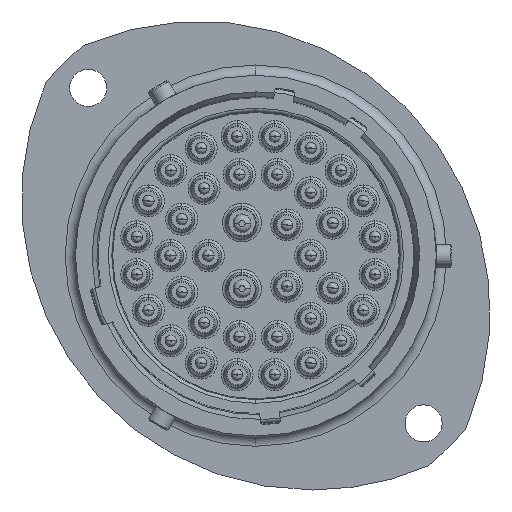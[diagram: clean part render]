
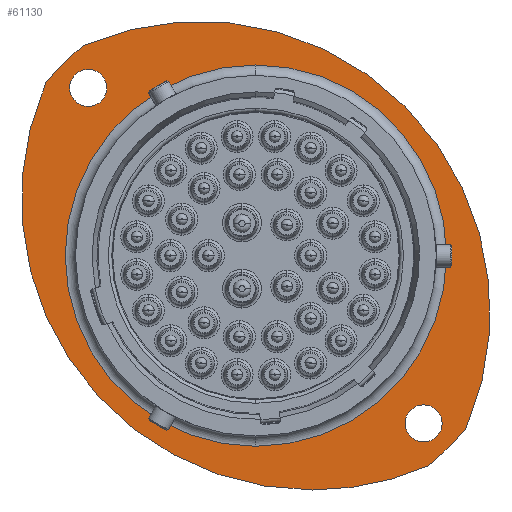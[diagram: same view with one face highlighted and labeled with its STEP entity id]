
A CAD part, left-side view. The second image highlights one B-rep face of the part: STEP entity #61130.
In plain terms, the highlighted planar face has unit normal (-1, 0, 0).
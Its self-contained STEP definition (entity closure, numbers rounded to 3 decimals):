
#347 = DIRECTION ( 'NONE',  ( 0., 0., -1. ) ) ;
#522 = DIRECTION ( 'NONE',  ( 1., 0., 0. ) ) ;
#2114 = DIRECTION ( 'NONE',  ( 0., 0., -1. ) ) ;
#4925 = EDGE_CURVE ( 'NONE', #85543, #26061, #5214, .T. ) ;
#5214 = CIRCLE ( 'NONE', #80265, 16.72 ) ;
#5587 = AXIS2_PLACEMENT_3D ( 'NONE', #51211, #57760, #72186 ) ;
#7466 = CARTESIAN_POINT ( 'NONE',  ( 4.955, 2.961, -20.508 ) ) ;
#7845 = CARTESIAN_POINT ( 'NONE',  ( 4.955, 7.911, -16.678 ) ) ;
#8043 = PLANE ( 'NONE',  #63543 ) ;
#8608 = CARTESIAN_POINT ( 'NONE',  ( 4.955, -6.797, -14.665 ) ) ;
#8716 = DIRECTION ( 'NONE',  ( 0., 0., -1. ) ) ;
#11906 = CARTESIAN_POINT ( 'NONE',  ( 4.955, 2.961, 4.992 ) ) ;
#12522 = FACE_BOUND ( 'NONE', #57470, .T. ) ;
#14134 = CIRCLE ( 'NONE', #86272, 1.625 ) ;
#14237 = CIRCLE ( 'NONE', #38610, 23.85 ) ;
#14490 = ORIENTED_EDGE ( 'NONE', *, *, #29471, .F. ) ;
#14667 = EDGE_CURVE ( 'NONE', #34393, #40465, #39286, .T. ) ;
#15436 = ORIENTED_EDGE ( 'NONE', *, *, #76972, .F. ) ;
#16974 = ORIENTED_EDGE ( 'NONE', *, *, #72199, .T. ) ;
#17040 = VERTEX_POINT ( 'NONE', #31597 ) ;
#17272 = CIRCLE ( 'NONE', #64523, 23.85 ) ;
#17894 = FACE_BOUND ( 'NONE', #19604, .T. ) ;
#18485 = CARTESIAN_POINT ( 'NONE',  ( 4.955, 26.333, 15.189 ) ) ;
#19447 = CARTESIAN_POINT ( 'NONE',  ( 4.955, 2.961, 4.992 ) ) ;
#19604 = EDGE_LOOP ( 'NONE', ( #64064, #20777 ) ) ;
#20777 = ORIENTED_EDGE ( 'NONE', *, *, #39181, .T. ) ;
#22393 = DIRECTION ( 'NONE',  ( -1., 0., 0. ) ) ;
#22979 = DIRECTION ( 'NONE',  ( 0., 0., -1. ) ) ;
#23018 = DIRECTION ( 'NONE',  ( 0., 0., -1. ) ) ;
#26051 = ORIENTED_EDGE ( 'NONE', *, *, #51658, .T. ) ;
#26061 = VERTEX_POINT ( 'NONE', #26148 ) ;
#26148 = CARTESIAN_POINT ( 'NONE',  ( 4.955, 7.911, 16.762 ) ) ;
#26698 = CIRCLE ( 'NONE', #48037, 1.625 ) ;
#27473 = CARTESIAN_POINT ( 'NONE',  ( 4.955, 7.911, 0.042 ) ) ;
#27918 = VERTEX_POINT ( 'NONE', #31443 ) ;
#29104 = CARTESIAN_POINT ( 'NONE',  ( 4.955, -7.236, -18.38 ) ) ;
#29471 = EDGE_CURVE ( 'NONE', #30270, #49624, #47640, .T. ) ;
#30270 = VERTEX_POINT ( 'NONE', #66258 ) ;
#31443 = CARTESIAN_POINT ( 'NONE',  ( 4.955, 23.057, 18.465 ) ) ;
#31597 = CARTESIAN_POINT ( 'NONE',  ( 4.955, 22.618, 16.375 ) ) ;
#33725 = ORIENTED_EDGE ( 'NONE', *, *, #14667, .T. ) ;
#34393 = VERTEX_POINT ( 'NONE', #7466 ) ;
#34654 = VERTEX_POINT ( 'NONE', #18485 ) ;
#36757 = CARTESIAN_POINT ( 'NONE',  ( 4.955, 22.618, 13.125 ) ) ;
#38610 = AXIS2_PLACEMENT_3D ( 'NONE', #56684, #71372, #43533 ) ;
#39181 = EDGE_CURVE ( 'NONE', #26061, #85543, #45718, .T. ) ;
#39286 = CIRCLE ( 'NONE', #50489, 25.5 ) ;
#40110 = AXIS2_PLACEMENT_3D ( 'NONE', #8608, #22393, #22979 ) ;
#40244 = CARTESIAN_POINT ( 'NONE',  ( 4.955, 7.911, 0.042 ) ) ;
#40465 = VERTEX_POINT ( 'NONE', #29104 ) ;
#40940 = ORIENTED_EDGE ( 'NONE', *, *, #59534, .T. ) ;
#41212 = DIRECTION ( 'NONE',  ( 0., 0., -1. ) ) ;
#41691 = EDGE_CURVE ( 'NONE', #51975, #17040, #14134, .T. ) ;
#42213 = VERTEX_POINT ( 'NONE', #81721 ) ;
#42616 = DIRECTION ( 'NONE',  ( -1., 0., 0. ) ) ;
#42929 = CARTESIAN_POINT ( 'NONE',  ( 4.955, 22.618, 14.75 ) ) ;
#43533 = DIRECTION ( 'NONE',  ( 0., 0., 1. ) ) ;
#45718 = CIRCLE ( 'NONE', #80862, 16.72 ) ;
#46405 = DIRECTION ( 'NONE',  ( -1., 0., 0. ) ) ;
#47443 = DIRECTION ( 'NONE',  ( 1., 0., 0. ) ) ;
#47640 = CIRCLE ( 'NONE', #40110, 1.625 ) ;
#48037 = AXIS2_PLACEMENT_3D ( 'NONE', #42929, #77045, #2114 ) ;
#48475 = CARTESIAN_POINT ( 'NONE',  ( 4.955, 7.911, 0.042 ) ) ;
#48873 = CIRCLE ( 'NONE', #60312, 25.5 ) ;
#49423 = CARTESIAN_POINT ( 'NONE',  ( 4.955, 23.731, 0.042 ) ) ;
#49458 = CARTESIAN_POINT ( 'NONE',  ( 4.955, -6.797, -16.29 ) ) ;
#49624 = VERTEX_POINT ( 'NONE', #49458 ) ;
#50489 = AXIS2_PLACEMENT_3D ( 'NONE', #11906, #46405, #59837 ) ;
#51211 = CARTESIAN_POINT ( 'NONE',  ( 4.955, -6.797, -14.665 ) ) ;
#51658 = EDGE_CURVE ( 'NONE', #34654, #34393, #62042, .T. ) ;
#51975 = VERTEX_POINT ( 'NONE', #36757 ) ;
#54495 = DIRECTION ( 'NONE',  ( 0., 0., -1. ) ) ;
#56684 = CARTESIAN_POINT ( 'NONE',  ( 4.955, 7.911, 0.042 ) ) ;
#57470 = EDGE_LOOP ( 'NONE', ( #79404, #14490 ) ) ;
#57760 = DIRECTION ( 'NONE',  ( -1., 0., 0. ) ) ;
#58807 = EDGE_LOOP ( 'NONE', ( #65800, #15436 ) ) ;
#59534 = EDGE_CURVE ( 'NONE', #40465, #42213, #14237, .T. ) ;
#59729 = CIRCLE ( 'NONE', #5587, 1.625 ) ;
#59837 = DIRECTION ( 'NONE',  ( 0., 0., -1. ) ) ;
#60312 = AXIS2_PLACEMENT_3D ( 'NONE', #82228, #62771, #41212 ) ;
#61130 = ADVANCED_FACE ( 'NONE', ( #17894, #61892, #12522, #71538 ), #8043, .F. ) ;
#61360 = DIRECTION ( 'NONE',  ( -1., 0., 0. ) ) ;
#61892 = FACE_BOUND ( 'NONE', #58807, .T. ) ;
#62042 = CIRCLE ( 'NONE', #84207, 25.5 ) ;
#62771 = DIRECTION ( 'NONE',  ( -1., 0., 0. ) ) ;
#63543 = AXIS2_PLACEMENT_3D ( 'NONE', #49423, #64055, #23018 ) ;
#64055 = DIRECTION ( 'NONE',  ( 1., 0., 0. ) ) ;
#64064 = ORIENTED_EDGE ( 'NONE', *, *, #4925, .T. ) ;
#64523 = AXIS2_PLACEMENT_3D ( 'NONE', #48475, #69139, #76317 ) ;
#65800 = ORIENTED_EDGE ( 'NONE', *, *, #41691, .F. ) ;
#66258 = CARTESIAN_POINT ( 'NONE',  ( 4.955, -6.797, -13.04 ) ) ;
#66768 = EDGE_CURVE ( 'NONE', #42213, #27918, #48873, .T. ) ;
#69139 = DIRECTION ( 'NONE',  ( -1., 0., 0. ) ) ;
#70426 = CARTESIAN_POINT ( 'NONE',  ( 4.955, 22.618, 14.75 ) ) ;
#71372 = DIRECTION ( 'NONE',  ( -1., 0., 0. ) ) ;
#71538 = FACE_OUTER_BOUND ( 'NONE', #77509, .T. ) ;
#72186 = DIRECTION ( 'NONE',  ( 0., 0., -1. ) ) ;
#72199 = EDGE_CURVE ( 'NONE', #27918, #34654, #17272, .T. ) ;
#76317 = DIRECTION ( 'NONE',  ( 0., 0., 1. ) ) ;
#76972 = EDGE_CURVE ( 'NONE', #17040, #51975, #26698, .T. ) ;
#77045 = DIRECTION ( 'NONE',  ( -1., 0., 0. ) ) ;
#77509 = EDGE_LOOP ( 'NONE', ( #26051, #33725, #40940, #88020, #16974 ) ) ;
#77518 = EDGE_CURVE ( 'NONE', #49624, #30270, #59729, .T. ) ;
#79404 = ORIENTED_EDGE ( 'NONE', *, *, #77518, .F. ) ;
#80265 = AXIS2_PLACEMENT_3D ( 'NONE', #27473, #522, #82301 ) ;
#80862 = AXIS2_PLACEMENT_3D ( 'NONE', #40244, #47443, #347 ) ;
#81721 = CARTESIAN_POINT ( 'NONE',  ( 4.955, -10.512, -15.104 ) ) ;
#82228 = CARTESIAN_POINT ( 'NONE',  ( 4.955, 12.86, -4.907 ) ) ;
#82301 = DIRECTION ( 'NONE',  ( 0., 0., -1. ) ) ;
#84207 = AXIS2_PLACEMENT_3D ( 'NONE', #19447, #61360, #54495 ) ;
#85543 = VERTEX_POINT ( 'NONE', #7845 ) ;
#86272 = AXIS2_PLACEMENT_3D ( 'NONE', #70426, #42616, #8716 ) ;
#88020 = ORIENTED_EDGE ( 'NONE', *, *, #66768, .T. ) ;
